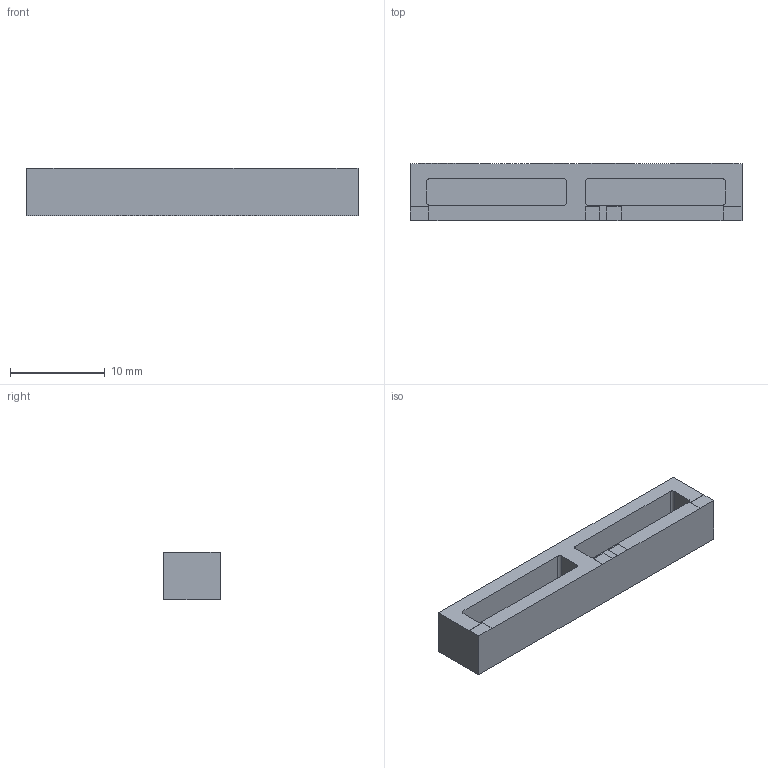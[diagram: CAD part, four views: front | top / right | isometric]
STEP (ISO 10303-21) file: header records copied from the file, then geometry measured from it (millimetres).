
FILE_DESCRIPTION (( 'STEP AP214' ), '1' );
FILE_NAME ('PA.26A.STEP', '2019-12-13T06:58:40', ( '' ), ( '' ), 'SwSTEP 2.0', 'SolidWorks 2017', '' );
FILE_SCHEMA (( 'AUTOMOTIVE_DESIGN' ));
Length unit declared in the file: millimetre
Products named in the file (2): PA.26A
Bounding box: 35 x 6.02 x 5.01 mm (x, y, z)
Volume: 803.1 mm3; surface area: 1040.9 mm2
Topology: 1 solids, 1 shells, 526 faces, 1422 edges, 948 vertices
Faces by surface type: plane 311, bspline 207, cylinder 8
Entity records: 28895 total; most frequent: CARTESIAN_POINT 11225, ORIENTED_EDGE 2844, DIRECTION 1666, EDGE_CURVE 1422, LINE 992, VECTOR 992, VERTEX_POINT 948, EDGE_LOOP 576
